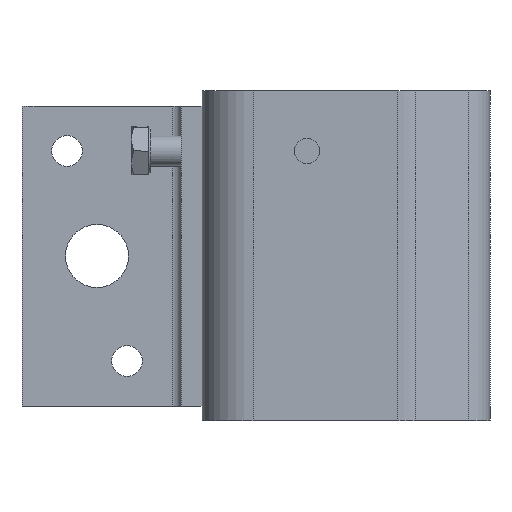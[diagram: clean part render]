
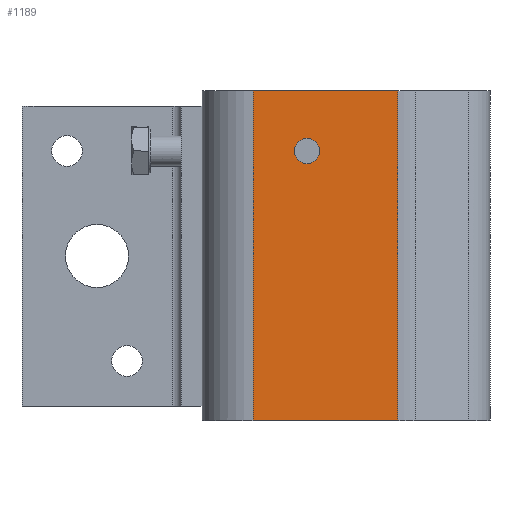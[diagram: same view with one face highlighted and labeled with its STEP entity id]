
A CAD part, left-side view. The second image highlights one B-rep face of the part: STEP entity #1189.
In plain terms, the highlighted planar face has unit normal (-1, 0, 0).
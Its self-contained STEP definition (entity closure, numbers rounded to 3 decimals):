
#590=CARTESIAN_POINT('',(-48.,23.743,-55.0));
#591=VERTEX_POINT('',#590);
#599=CARTESIAN_POINT('',(-48.0,72.,-55.0));
#600=VERTEX_POINT('',#599);
#601=CARTESIAN_POINT('',(-48.0,72.,-55.0));
#602=DIRECTION('',(0.0,-1.0,0.0));
#603=VECTOR('',#602,48.257);
#604=LINE('',#601,#603);
#605=EDGE_CURVE('',#600,#591,#604,.T.);
#796=CARTESIAN_POINT('',(-48.0,72.,55.0));
#797=VERTEX_POINT('',#796);
#805=CARTESIAN_POINT('',(-48.,23.743,55.0));
#806=VERTEX_POINT('',#805);
#807=CARTESIAN_POINT('',(-48.,23.743,55.0));
#808=DIRECTION('',(0.0,1.0,0.0));
#809=VECTOR('',#808,48.257);
#810=LINE('',#807,#809);
#811=EDGE_CURVE('',#806,#797,#810,.T.);
#1085=CARTESIAN_POINT('',(-48.,54.,39.188));
#1086=VERTEX_POINT('',#1085);
#1087=CARTESIAN_POINT('',(-48.,54.,35.0));
#1088=DIRECTION('',(1.0,0.0,0.0));
#1089=DIRECTION('',(0.0,0.0,1.0));
#1090=AXIS2_PLACEMENT_3D('',#1087,#1088,#1089);
#1091=CIRCLE('',#1090,4.188);
#1092=EDGE_CURVE('',#1086,#1086,#1091,.T.);
#1154=CARTESIAN_POINT('',(-48.,23.743,55.0));
#1155=DIRECTION('',(0.0,0.0,-1.0));
#1156=VECTOR('',#1155,110.0);
#1157=LINE('',#1154,#1156);
#1158=EDGE_CURVE('',#806,#591,#1157,.T.);
#1170=CARTESIAN_POINT('',(-48.,20.746,0.0));
#1171=DIRECTION('',(-1.0,0.0,0.0));
#1172=DIRECTION('',(0.0,0.0,1.0));
#1173=AXIS2_PLACEMENT_3D('',#1170,#1171,#1172);
#1174=PLANE('',#1173);
#1175=ORIENTED_EDGE('',*,*,#1158,.F.);
#1176=ORIENTED_EDGE('',*,*,#811,.T.);
#1177=CARTESIAN_POINT('',(-48.0,72.,-55.0));
#1178=DIRECTION('',(0.0,0.0,1.0));
#1179=VECTOR('',#1178,110.0);
#1180=LINE('',#1177,#1179);
#1181=EDGE_CURVE('',#600,#797,#1180,.T.);
#1182=ORIENTED_EDGE('',*,*,#1181,.F.);
#1183=ORIENTED_EDGE('',*,*,#605,.T.);
#1184=EDGE_LOOP('',(#1175,#1176,#1182,#1183));
#1185=FACE_OUTER_BOUND('',#1184,.T.);
#1186=ORIENTED_EDGE('',*,*,#1092,.T.);
#1187=EDGE_LOOP('',(#1186));
#1188=FACE_BOUND('',#1187,.T.);
#1189=ADVANCED_FACE('',(#1185,#1188),#1174,.T.);
